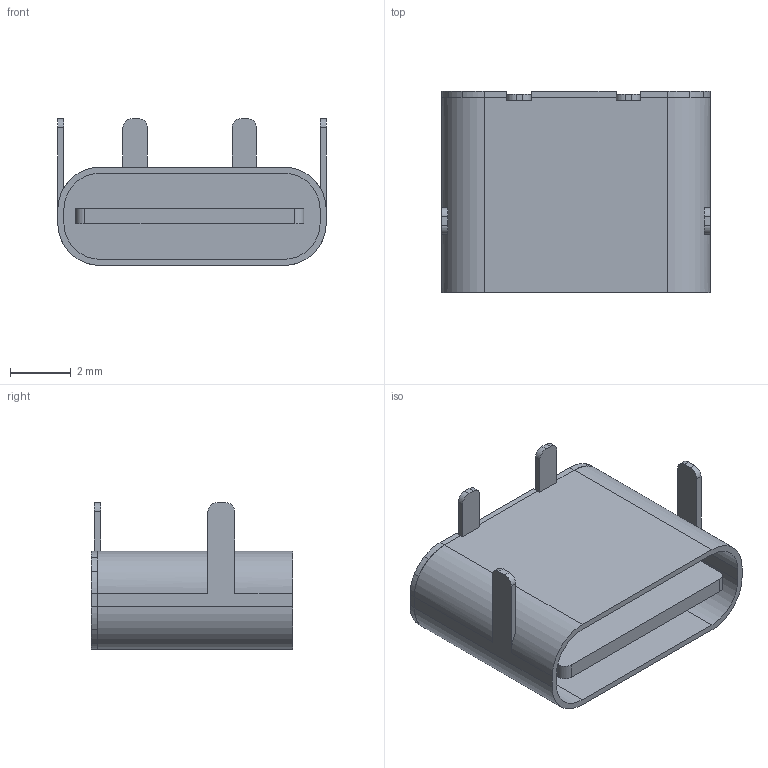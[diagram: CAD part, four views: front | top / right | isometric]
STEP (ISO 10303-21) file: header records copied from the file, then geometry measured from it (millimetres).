
FILE_DESCRIPTION(/* description */ (''),/* implementation_level */ '2;1');
FILE_NAME(/* name */ 'USB type C female 2P.step',/* time_stamp */ '2024-10-14T13:41:19+06:00',/* author */ (''),/* organization */ (''),/* preprocessor_version */ 'ST-DEVELOPER v20',/* originating_system */ 'Autodesk Translation Framework v13.20.0.188',/* authorisation */ '');
FILE_SCHEMA (('AUTOMOTIVE_DESIGN { 1 0 10303 214 3 1 1 }'));
Length unit declared in the file: millimetre
Products named in the file (1): USB type C 2P
Bounding box: 8.85 x 6.63 x 4.84 mm (x, y, z)
Volume: 57.6 mm3; surface area: 467 mm2
Topology: 5 solids, 5 shells, 80 faces, 210 edges, 140 vertices
Faces by surface type: plane 50, cylinder 26, bspline 4
Entity records: 2600 total; most frequent: CARTESIAN_POINT 547, ORIENTED_EDGE 420, DIRECTION 412, EDGE_CURVE 210, LINE 146, VECTOR 146, VERTEX_POINT 140, AXIS2_PLACEMENT_3D 133
